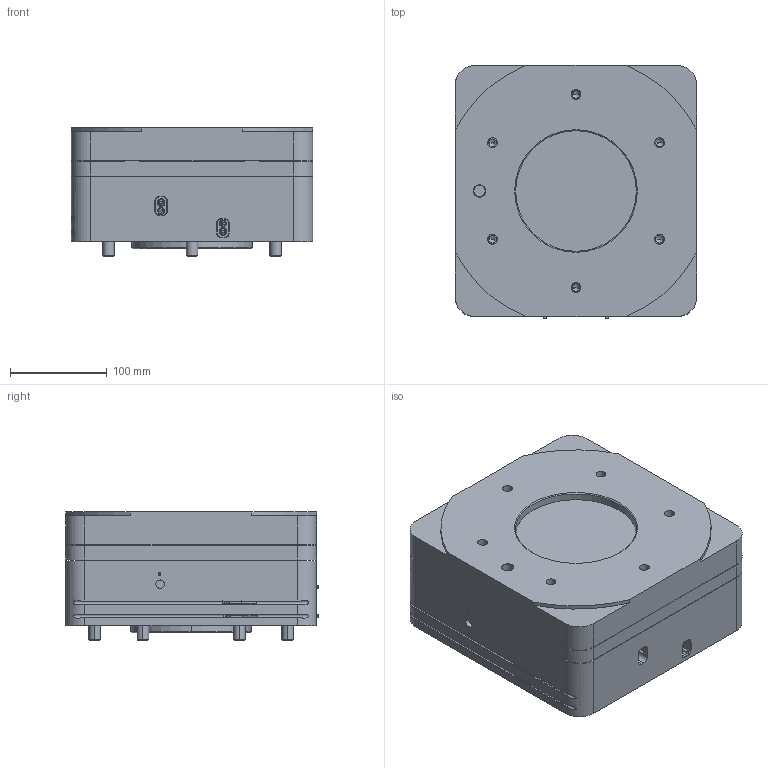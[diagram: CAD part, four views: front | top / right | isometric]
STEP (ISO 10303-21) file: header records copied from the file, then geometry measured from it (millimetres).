
FILE_DESCRIPTION (( 'STEP AP203' ), '1' );
FILE_NAME ('F24-200-XY.STEP', '2026-02-28T02:51:48', ( 'USER-' ), ( 'Microsoft' ), 'SwSTEP 2.0', 'SolidWorks 2018', '' );
FILE_SCHEMA (( 'CONFIG_CONTROL_DESIGN' ));
Length unit declared in the file: millimetre
Products named in the file (15): M8x1-48棠俶換覜ん; F24-200-XY; 棠羲饜薊え; F24-250-C1-05 棠羲薊え; 32x12-R6（红）; F24-200-01 翋釱极; socket head thin cap screw_din(DIN 7984 - M12 x 60 --- 30N); F24-200-03 奻脯輸; 棠羲換覜ん; hexagon socket head cap screws gb(GB_FASTENER_SCREWS_HSHCS M5X10-N); F24-200-02 笢痄雄啣; F24-250-C1-02 菁猾裔; hexagon socket head cap screws gb(GB_FASTENER_SCREWS_HSHCS M4X10-N); F24-250-C1-06 棠羲坶え; 棠羲饜薊え-1
Assembly tree (29 placements, depth 3):
  F24-200-XY
    棠羲饜薊え
      F24-250-C1-05 棠羲薊え
      M8x1-48棠俶換覜ん
      F24-250-C1-06 棠羲坶え
    棠羲饜薊え-1
      F24-250-C1-05 棠羲薊え
      M8x1-48棠俶換覜ん
      F24-250-C1-06 棠羲坶え
    F24-200-01 翋釱极
    F24-200-02 笢痄雄啣
    F24-200-03 奻脯輸
    F24-250-C1-02 菁猾裔
    hexagon socket head cap screws gb(GB_FASTENER_SCREWS_HSHCS M5X10-N)  x6
    hexagon socket head cap screws gb(GB_FASTENER_SCREWS_HSHCS M4X10-N)  x2
    socket head thin cap screw_din(DIN 7984 - M12 x 60 --- 30N)  x6
    32x12-R6（红）
    棠羲換覜ん  x2
Bounding box: 250 x 261.92 x 133 mm (x, y, z)
Volume: 7444620.9 mm3; surface area: 599701.2 mm2
Topology: 27 solids, 27 shells, 1219 faces, 3066 edges, 1968 vertices
Faces by surface type: plane 624, cylinder 314, bspline 170, cone 71, torus 40
Entity records: 35226 total; most frequent: CARTESIAN_POINT 12292, ORIENTED_EDGE 4554, DIRECTION 3921, EDGE_CURVE 2277, VERTEX_POINT 1503, LINE 1393, VECTOR 1393, AXIS2_PLACEMENT_3D 1264
